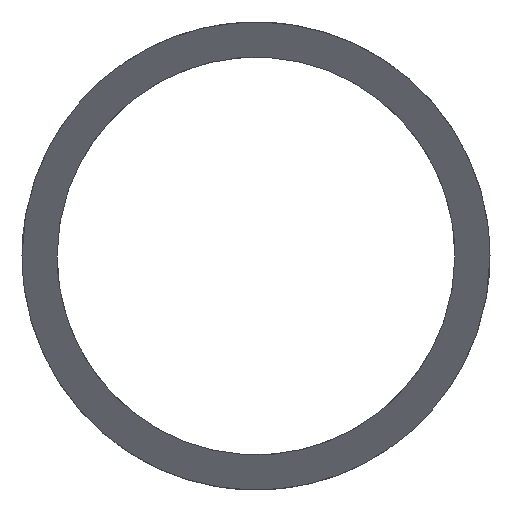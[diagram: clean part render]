
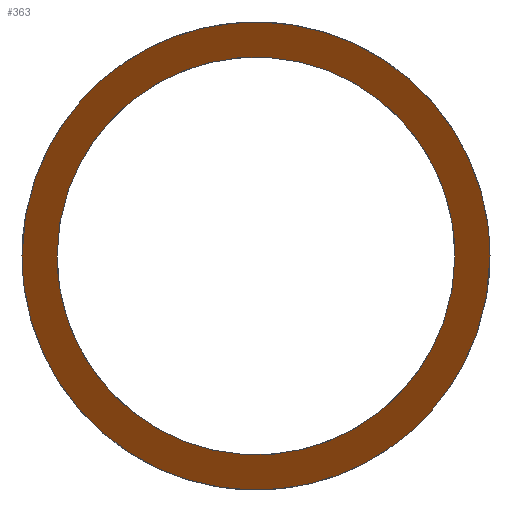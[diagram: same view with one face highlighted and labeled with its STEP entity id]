
A CAD part, front view. The second image highlights one B-rep face of the part: STEP entity #363.
In plain terms, the highlighted planar face has unit normal (-0.395, -0.834, -0.386).
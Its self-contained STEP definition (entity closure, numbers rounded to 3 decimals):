
#58=CARTESIAN_POINT('Control Point',(-2113.802,-196.37,280.)) ;
#59=CARTESIAN_POINT('Control Point',(-2113.802,-196.751,280.823)) ;
#60=CARTESIAN_POINT('Control Point',(-2113.702,-197.172,281.628)) ;
#61=CARTESIAN_POINT('Control Point',(-2113.512,-197.62,282.401)) ;
#62=CARTESIAN_POINT('Control Point',(-2112.64,-199.124,284.755)) ;
#63=CARTESIAN_POINT('Control Point',(-2111.007,-200.767,286.628)) ;
#64=CARTESIAN_POINT('Control Point',(-2109.607,-201.891,287.624)) ;
#65=CARTESIAN_POINT('Control Point',(-2107.033,-203.577,288.63)) ;
#66=CARTESIAN_POINT('Control Point',(-2104.147,-204.893,288.519)) ;
#67=CARTESIAN_POINT('Control Point',(-2103.082,-205.303,288.315)) ;
#68=CARTESIAN_POINT('Control Point',(-2101.427,-205.803,287.701)) ;
#69=CARTESIAN_POINT('Control Point',(-2099.958,-206.016,286.661)) ;
#70=CARTESIAN_POINT('Control Point',(-2099.453,-206.052,286.222)) ;
#71=CARTESIAN_POINT('Control Point',(-2098.184,-206.031,284.878)) ;
#72=CARTESIAN_POINT('Control Point',(-2097.319,-205.686,283.251)) ;
#73=CARTESIAN_POINT('Control Point',(-2096.968,-205.345,282.156)) ;
#74=CARTESIAN_POINT('Control Point',(-2096.802,-204.917,281.063)) ;
#75=CARTESIAN_POINT('Control Point',(-2096.802,-204.424,280.)) ;
#76=CARTESIAN_POINT('Vertex',(-2113.802,-196.37,280.)) ;
#78=CARTESIAN_POINT('Vertex',(-2096.802,-204.424,280.)) ;
#147=CARTESIAN_POINT('Control Point',(-2096.802,-204.424,280.)) ;
#148=CARTESIAN_POINT('Control Point',(-2096.802,-204.043,279.177)) ;
#149=CARTESIAN_POINT('Control Point',(-2096.901,-203.623,278.372)) ;
#150=CARTESIAN_POINT('Control Point',(-2097.092,-203.174,277.599)) ;
#151=CARTESIAN_POINT('Control Point',(-2097.964,-201.67,275.245)) ;
#152=CARTESIAN_POINT('Control Point',(-2099.596,-200.028,273.372)) ;
#153=CARTESIAN_POINT('Control Point',(-2100.996,-198.903,272.376)) ;
#154=CARTESIAN_POINT('Control Point',(-2103.571,-197.217,271.37)) ;
#155=CARTESIAN_POINT('Control Point',(-2106.456,-195.901,271.481)) ;
#156=CARTESIAN_POINT('Control Point',(-2107.521,-195.491,271.685)) ;
#157=CARTESIAN_POINT('Control Point',(-2109.176,-194.992,272.299)) ;
#158=CARTESIAN_POINT('Control Point',(-2110.645,-194.778,273.339)) ;
#159=CARTESIAN_POINT('Control Point',(-2111.15,-194.742,273.778)) ;
#160=CARTESIAN_POINT('Control Point',(-2112.419,-194.763,275.122)) ;
#161=CARTESIAN_POINT('Control Point',(-2113.284,-195.108,276.749)) ;
#162=CARTESIAN_POINT('Control Point',(-2113.635,-195.449,277.844)) ;
#163=CARTESIAN_POINT('Control Point',(-2113.802,-195.877,278.937)) ;
#164=CARTESIAN_POINT('Control Point',(-2113.802,-196.37,280.)) ;
#209=CARTESIAN_POINT('Vertex',(-2095.302,-205.135,280.)) ;
#255=CARTESIAN_POINT('Vertex',(-2115.302,-195.659,280.)) ;
#259=CARTESIAN_POINT('Control Point',(-2115.302,-195.659,280.)) ;
#260=CARTESIAN_POINT('Control Point',(-2115.302,-196.072,280.89)) ;
#261=CARTESIAN_POINT('Control Point',(-2115.203,-196.523,281.762)) ;
#262=CARTESIAN_POINT('Control Point',(-2115.013,-197.003,282.603)) ;
#263=CARTESIAN_POINT('Control Point',(-2114.37,-198.186,284.499)) ;
#264=CARTESIAN_POINT('Control Point',(-2113.308,-199.453,286.147)) ;
#265=CARTESIAN_POINT('Control Point',(-2112.574,-200.196,286.999)) ;
#266=CARTESIAN_POINT('Control Point',(-2110.981,-201.6,288.401)) ;
#267=CARTESIAN_POINT('Control Point',(-2109.053,-202.955,289.352)) ;
#268=CARTESIAN_POINT('Control Point',(-2108.078,-203.573,289.69)) ;
#269=CARTESIAN_POINT('Control Point',(-2105.68,-204.94,290.187)) ;
#270=CARTESIAN_POINT('Control Point',(-2103.095,-206.042,289.923)) ;
#271=CARTESIAN_POINT('Control Point',(-2101.597,-206.551,289.49)) ;
#272=CARTESIAN_POINT('Control Point',(-2099.146,-207.107,288.183)) ;
#273=CARTESIAN_POINT('Control Point',(-2097.26,-207.043,286.118)) ;
#274=CARTESIAN_POINT('Control Point',(-2096.605,-206.898,285.136)) ;
#275=CARTESIAN_POINT('Control Point',(-2095.83,-206.509,283.505)) ;
#276=CARTESIAN_POINT('Control Point',(-2095.439,-205.913,281.818)) ;
#277=CARTESIAN_POINT('Control Point',(-2095.346,-205.673,281.206)) ;
#278=CARTESIAN_POINT('Control Point',(-2095.302,-205.413,280.599)) ;
#279=CARTESIAN_POINT('Control Point',(-2095.302,-205.135,280.)) ;
#319=CARTESIAN_POINT('Control Point',(-2095.302,-205.135,280.)) ;
#320=CARTESIAN_POINT('Control Point',(-2095.302,-204.723,279.11)) ;
#321=CARTESIAN_POINT('Control Point',(-2095.4,-204.272,278.238)) ;
#322=CARTESIAN_POINT('Control Point',(-2095.59,-203.791,277.397)) ;
#323=CARTESIAN_POINT('Control Point',(-2096.233,-202.608,275.501)) ;
#324=CARTESIAN_POINT('Control Point',(-2097.295,-201.341,273.853)) ;
#325=CARTESIAN_POINT('Control Point',(-2098.029,-200.598,273.001)) ;
#326=CARTESIAN_POINT('Control Point',(-2099.622,-199.194,271.599)) ;
#327=CARTESIAN_POINT('Control Point',(-2101.55,-197.839,270.648)) ;
#328=CARTESIAN_POINT('Control Point',(-2102.525,-197.221,270.31)) ;
#329=CARTESIAN_POINT('Control Point',(-2104.923,-195.854,269.813)) ;
#330=CARTESIAN_POINT('Control Point',(-2107.508,-194.752,270.077)) ;
#331=CARTESIAN_POINT('Control Point',(-2109.006,-194.243,270.51)) ;
#332=CARTESIAN_POINT('Control Point',(-2111.457,-193.687,271.817)) ;
#333=CARTESIAN_POINT('Control Point',(-2113.343,-193.751,273.882)) ;
#334=CARTESIAN_POINT('Control Point',(-2113.998,-193.896,274.864)) ;
#335=CARTESIAN_POINT('Control Point',(-2114.773,-194.285,276.495)) ;
#336=CARTESIAN_POINT('Control Point',(-2115.165,-194.882,278.182)) ;
#337=CARTESIAN_POINT('Control Point',(-2115.257,-195.121,278.794)) ;
#338=CARTESIAN_POINT('Control Point',(-2115.302,-195.382,279.401)) ;
#339=CARTESIAN_POINT('Control Point',(-2115.302,-195.659,280.)) ;
#350=CARTESIAN_POINT('Axis2P3D Location',(-2105.19,-200.397,279.886)) ;
#351=DIRECTION('Axis2P3D Direction',(-0.395,-0.834,-0.386)) ;
#352=DIRECTION('Axis2P3D XDirection',(0.699,0.,-0.715)) ;
#353=AXIS2_PLACEMENT_3D('Plane Axis2P3D',#350,#351,#352) ;
#356=ORIENTED_EDGE('',*,*,#280,.F.) ;
#357=ORIENTED_EDGE('',*,*,#340,.F.) ;
#360=ORIENTED_EDGE('',*,*,#80,.T.) ;
#361=ORIENTED_EDGE('',*,*,#165,.T.) ;
#362=FACE_BOUND('',#359,.T.) ;
#363=ADVANCED_FACE('Corps principal',(#358,#362),#354,.T.) ;
#57=B_SPLINE_CURVE_WITH_KNOTS('',5,(#58,#59,#60,#61,#62,#63,#64,#65,#66,#67,#68,#69,#70,#71,#72,#73,#74,#75),.UNSPECIFIED.,.F.,.U.,(6,3,3,3,3,6),(0.,6.413,20.593,28.636,33.334,41.619),.UNSPECIFIED.) ;
#146=B_SPLINE_CURVE_WITH_KNOTS('',5,(#147,#148,#149,#150,#151,#152,#153,#154,#155,#156,#157,#158,#159,#160,#161,#162,#163,#164),.UNSPECIFIED.,.F.,.U.,(6,3,3,3,3,6),(0.,6.413,20.593,28.636,33.334,41.619),.UNSPECIFIED.) ;
#258=B_SPLINE_CURVE_WITH_KNOTS('',5,(#259,#260,#261,#262,#263,#264,#265,#266,#267,#268,#269,#270,#271,#272,#273,#274,#275,#276,#277,#278,#279),.UNSPECIFIED.,.F.,.U.,(6,3,3,3,3,3,6),(0.,6.934,16.378,24.805,36.056,44.294,48.963),.UNSPECIFIED.) ;
#318=B_SPLINE_CURVE_WITH_KNOTS('',5,(#319,#320,#321,#322,#323,#324,#325,#326,#327,#328,#329,#330,#331,#332,#333,#334,#335,#336,#337,#338,#339),.UNSPECIFIED.,.F.,.U.,(6,3,3,3,3,3,6),(0.,6.934,16.378,24.805,36.056,44.294,48.963),.UNSPECIFIED.) ;
#80=EDGE_CURVE('',#77,#79,#57,.T.) ;
#165=EDGE_CURVE('',#79,#77,#146,.T.) ;
#280=EDGE_CURVE('',#256,#210,#258,.T.) ;
#340=EDGE_CURVE('',#210,#256,#318,.T.) ;
#355=EDGE_LOOP('',(#356,#357)) ;
#359=EDGE_LOOP('',(#360,#361)) ;
#358=FACE_OUTER_BOUND('',#355,.T.) ;
#354=PLANE('Plane',#353) ;
#77=VERTEX_POINT('',#76) ;
#79=VERTEX_POINT('',#78) ;
#210=VERTEX_POINT('',#209) ;
#256=VERTEX_POINT('',#255) ;
